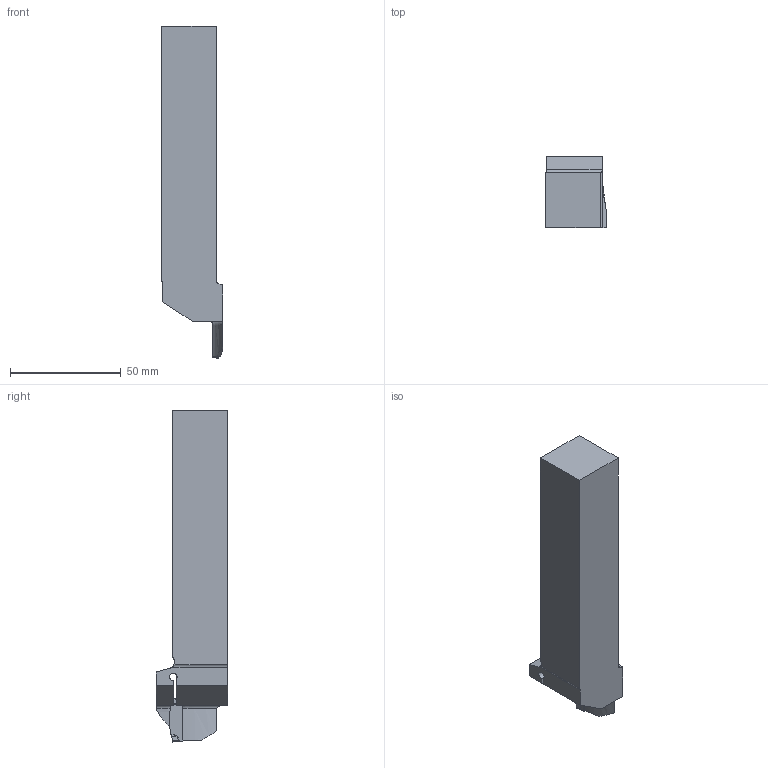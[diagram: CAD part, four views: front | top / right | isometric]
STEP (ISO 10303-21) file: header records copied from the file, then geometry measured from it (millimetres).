
FILE_DESCRIPTION(/* description */ (''),/* implementation_level */ '2;1');
FILE_NAME(/* name */ 'TOOLASSEMBLY_1.STP',/* time_stamp */ '2022-12-22T13:35:34+01:00',/* author */ (''),/* organization */ ('SMS'),/* preprocessor_version */ 'ST-DEVELOPER v16.7',/* originating_system */ 'SIEMENS PLM Software NX 12.0',/* authorisation */ '');
FILE_SCHEMA (('AUTOMOTIVE_DESIGN { 1 0 10303 214 3 1 1 1 }'));
Length unit declared in the file: millimetre
Products named in the file (4): ASSEMBLY_CONSTRUCTION; CUT_20221222133439; NOCUT_20221222133359; TOOLASSEMBLY_1
Assembly tree (3 placements, depth 2):
  TOOLASSEMBLY_1
    NOCUT_20221222133359
    CUT_20221222133439
    ASSEMBLY_CONSTRUCTION
Bounding box: 27.73 x 32.4 x 150 mm (x, y, z)
Volume: 84280.3 mm3; surface area: 16442.8 mm2
Topology: 2 solids, 2 shells, 109 faces, 288 edges, 187 vertices
Faces by surface type: plane 52, bspline 32, cylinder 23, torus 2
Entity records: 4644 total; most frequent: CARTESIAN_POINT 2059, ORIENTED_EDGE 574, DIRECTION 438, EDGE_CURVE 287, VERTEX_POINT 182, AXIS2_PLACEMENT_3D 150, LINE 138, VECTOR 138
